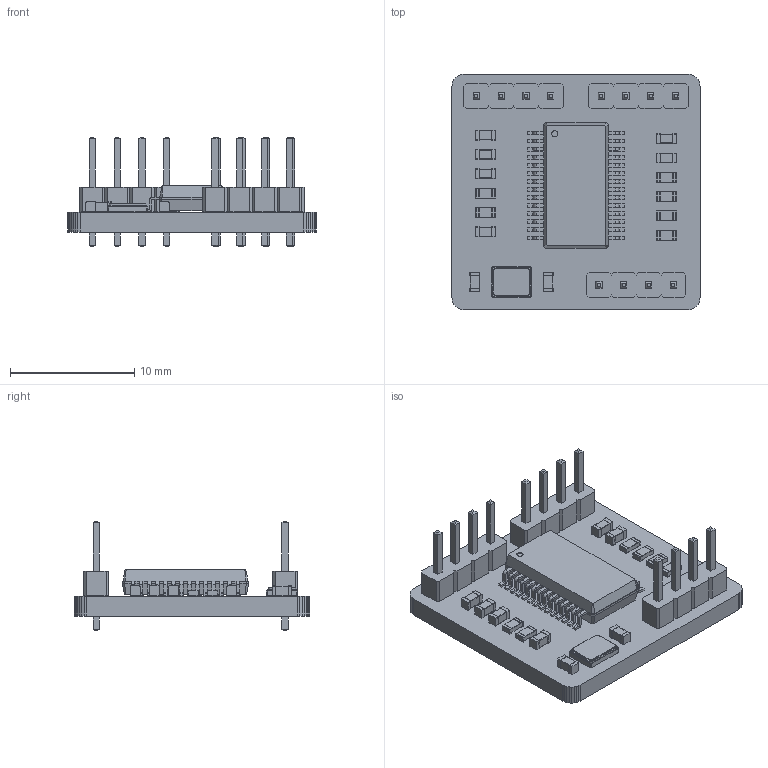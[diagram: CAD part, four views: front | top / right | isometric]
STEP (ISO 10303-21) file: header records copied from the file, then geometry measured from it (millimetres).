
FILE_DESCRIPTION(('KiCad electronic assembly'),'2;1');
FILE_NAME('TinyUSBHub.step','2023-09-08T07:18:08',('Pcbnew'),('Kicad'), 'Open CASCADE STEP processor 7.7','KiCad to STEP converter','Unknown' );
FILE_SCHEMA(('AUTOMOTIVE_DESIGN { 1 0 10303 214 1 1 1 1 }'));
Length unit declared in the file: millimetre
Products named in the file (12): TinyUSBHub 1; R_0603_1608Metric; SOLID; PinHeader_1x04_P2.00mm_Vertical; C_0603_1608Metric; SSOP-28_5.3x10.2mm_P0.65mm; Crystal_SMD_3225-4Pin_3.2x2.5mm; _autosave-TinyUSBHub PCB
Assembly tree (25 placements, depth 3):
  TinyUSBHub 1
    R_0603_1608Metric  x6
      SOLID
    PinHeader_1x04_P2.00mm_Vertical  x3
      SOLID
    C_0603_1608Metric  x8
      SOLID
    SSOP-28_5.3x10.2mm_P0.65mm
      SOLID
    Crystal_SMD_3225-4Pin_3.2x2.5mm
      SOLID
    _autosave-TinyUSBHub PCB
Bounding box: 20 x 19 x 8.8 mm (x, y, z)
Volume: 823.6 mm3; surface area: 1605.7 mm2
Topology: 20 solids, 20 shells, 1214 faces, 3137 edges, 2006 vertices
Faces by surface type: plane 881, cylinder 281, bspline 52
Full cylindrical faces by diameter (mm): 0.5 x1, 0.8 x12
Entity records: 49834 total; most frequent: CARTESIAN_POINT 8735, DIRECTION 6767, LINE 4661, VECTOR 4661, ORIENTED_EDGE 3634, PCURVE 3634, DEFINITIONAL_REPRESENTATION 3634, EDGE_CURVE 1817
